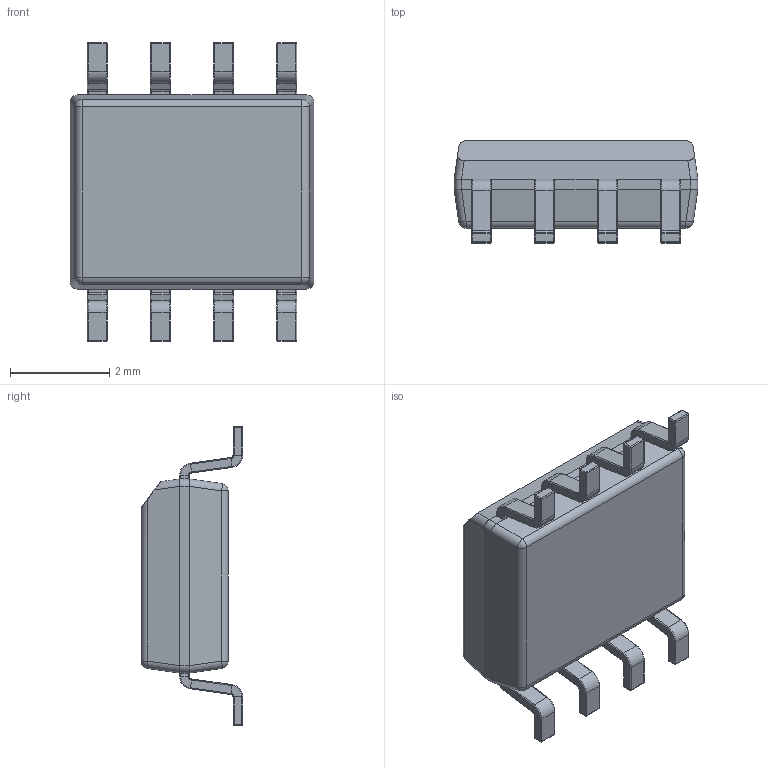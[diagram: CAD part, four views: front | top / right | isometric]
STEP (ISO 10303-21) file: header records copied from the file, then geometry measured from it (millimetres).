
FILE_DESCRIPTION (( 'STEP AP214' ), '1' );
FILE_NAME ('FF748292-8558-4097-BC1E-0C254FC99B6F.STEP', '2023-09-05T13:04:28', ( '' ), ( '' ), 'SwSTEP 2.0', 'SolidWorks 2022', '' );
FILE_SCHEMA (( 'AUTOMOTIVE_DESIGN' ));
Length unit declared in the file: millimetre
Products named in the file (1): FF748292-8558-4097-BC1E-0C254FC99B6F
Bounding box: 4.9 x 2.05 x 6 mm (x, y, z)
Volume: 32.6 mm3; surface area: 119.2 mm2
Topology: 10 solids, 10 shells, 467 faces, 1170 edges, 706 vertices
Faces by surface type: plane 182, cylinder 181, torus 66, sphere 38
Entity records: 20124 total; most frequent: CARTESIAN_POINT 3960, DIRECTION 2315, ORIENTED_EDGE 2264, EDGE_CURVE 1132, AXIS2_PLACEMENT_3D 882, VERTEX_POINT 706, LINE 551, VECTOR 551
